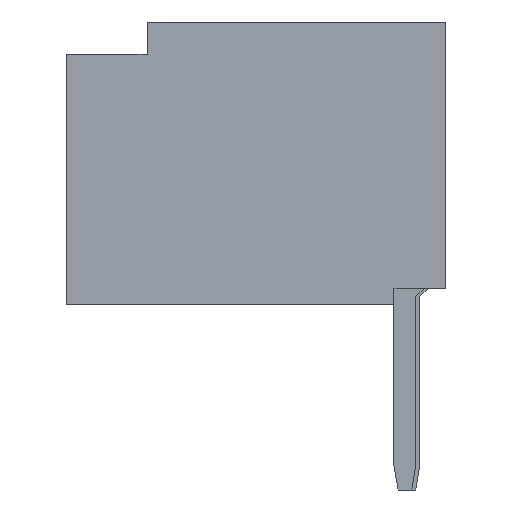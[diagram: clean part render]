
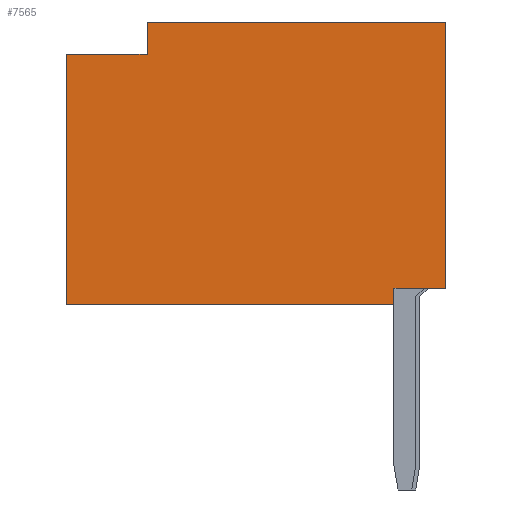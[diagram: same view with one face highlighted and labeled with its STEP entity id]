
A CAD part, left-side view. The second image highlights one B-rep face of the part: STEP entity #7565.
In plain terms, the highlighted planar face has unit normal (-1, 0, 0).
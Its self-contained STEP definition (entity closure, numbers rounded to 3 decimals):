
#662=ORIENTED_EDGE('',*,*,#1999,.F.);
#663=ORIENTED_EDGE('',*,*,#2105,.T.);
#664=ORIENTED_EDGE('',*,*,#2166,.T.);
#665=ORIENTED_EDGE('',*,*,#2167,.T.);
#666=ORIENTED_EDGE('',*,*,#2117,.F.);
#667=ORIENTED_EDGE('',*,*,#2112,.T.);
#668=ORIENTED_EDGE('',*,*,#2164,.T.);
#669=ORIENTED_EDGE('',*,*,#2168,.T.);
#1999=EDGE_CURVE('',#2800,#2801,#3298,.T.);
#2105=EDGE_CURVE('',#2800,#2863,#3404,.T.);
#2112=EDGE_CURVE('',#2868,#2867,#3411,.T.);
#2117=EDGE_CURVE('',#2868,#2870,#3416,.T.);
#2164=EDGE_CURVE('',#2867,#2900,#3463,.T.);
#2166=EDGE_CURVE('',#2863,#2901,#3465,.T.);
#2167=EDGE_CURVE('',#2901,#2870,#3466,.T.);
#2168=EDGE_CURVE('',#2900,#2801,#3467,.T.);
#2800=VERTEX_POINT('',#9909);
#2801=VERTEX_POINT('',#9911);
#2863=VERTEX_POINT('',#10109);
#2867=VERTEX_POINT('',#10122);
#2868=VERTEX_POINT('',#10124);
#2870=VERTEX_POINT('',#10129);
#2900=VERTEX_POINT('',#10225);
#2901=VERTEX_POINT('',#10231);
#3298=LINE('',#9910,#3931);
#3404=LINE('',#10110,#4037);
#3411=LINE('',#10123,#4044);
#3416=LINE('',#10133,#4049);
#3463=LINE('',#10226,#4096);
#3465=LINE('',#10230,#4098);
#3466=LINE('',#10232,#4099);
#3467=LINE('',#10233,#4100);
#3931=VECTOR('',#8372,1000.);
#4037=VECTOR('',#8540,1000.);
#4044=VECTOR('',#8551,1000.);
#4049=VECTOR('',#8558,1000.);
#4096=VECTOR('',#8639,1000.);
#4098=VECTOR('',#8645,1000.);
#4099=VECTOR('',#8646,1000.);
#4100=VECTOR('',#8647,1000.);
#4529=EDGE_LOOP('',(#662,#663,#664,#665,#666,#667,#668,#669));
#4850=FACE_BOUND('',#4529,.T.);
#5171=PLANE('',#7883);
#7565=ADVANCED_FACE('',(#4850),#5171,.T.);
#7883=AXIS2_PLACEMENT_3D('',#10229,#8643,#8644);
#8372=DIRECTION('',(0.,1.,0.));
#8540=DIRECTION('',(0.,0.,-1.));
#8551=DIRECTION('',(0.,0.,1.));
#8558=DIRECTION('',(0.,-1.,0.));
#8639=DIRECTION('',(0.,1.,0.));
#8643=DIRECTION('',(-1.,0.,0.));
#8644=DIRECTION('',(0.,0.,1.));
#8645=DIRECTION('',(0.,-1.,0.));
#8646=DIRECTION('',(0.,0.,1.));
#8647=DIRECTION('',(0.,0.,-1.));
#9909=CARTESIAN_POINT('',(-4.625,1.55,-1.71));
#9910=CARTESIAN_POINT('',(-4.625,1.55,-1.71));
#9911=CARTESIAN_POINT('',(-4.625,1.75,-1.71));
#10109=CARTESIAN_POINT('',(-4.625,1.55,-2.35));
#10110=CARTESIAN_POINT('',(-4.625,1.55,-1.81));
#10122=CARTESIAN_POINT('',(-4.625,-1.35,2.35));
#10123=CARTESIAN_POINT('',(-4.625,-1.35,1.35));
#10124=CARTESIAN_POINT('',(-4.625,-1.35,1.35));
#10129=CARTESIAN_POINT('',(-4.625,-1.75,1.35));
#10133=CARTESIAN_POINT('',(-4.625,-1.35,1.35));
#10225=CARTESIAN_POINT('',(-4.625,1.75,2.35));
#10226=CARTESIAN_POINT('',(-4.625,-1.75,2.35));
#10229=CARTESIAN_POINT('',(-4.625,0.,0.));
#10230=CARTESIAN_POINT('',(-4.625,1.75,-2.35));
#10231=CARTESIAN_POINT('',(-4.625,-1.75,-2.35));
#10232=CARTESIAN_POINT('',(-4.625,-1.75,-2.35));
#10233=CARTESIAN_POINT('',(-4.625,1.75,2.35));
